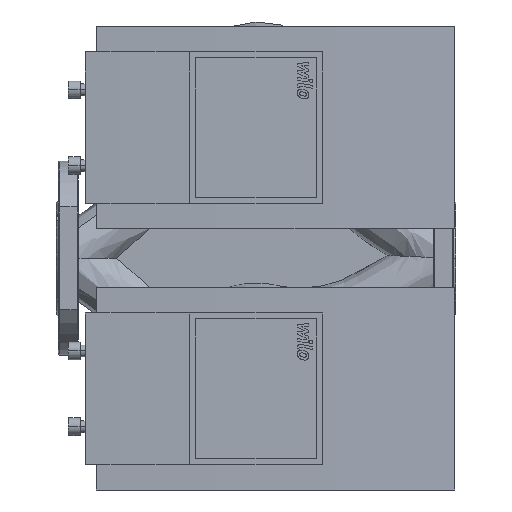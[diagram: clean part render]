
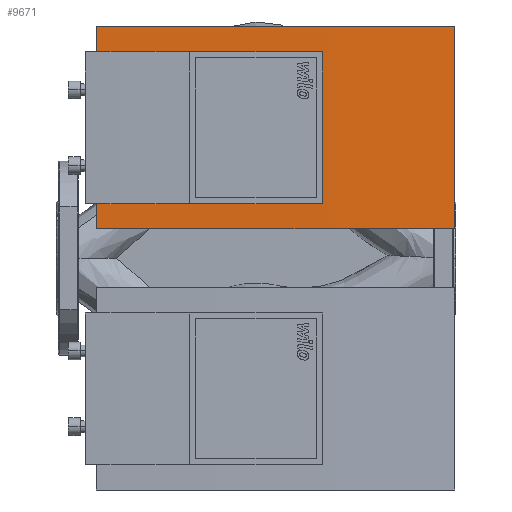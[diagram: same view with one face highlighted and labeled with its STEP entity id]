
A CAD part, front view. The second image highlights one B-rep face of the part: STEP entity #9671.
In plain terms, the highlighted cylindrical face has radius 3491.34 mm (diameter 6982.69 mm), a partial arc.
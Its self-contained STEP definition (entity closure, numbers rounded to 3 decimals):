
#9596=CARTESIAN_POINT('',(339.,-306.919,197.));
#9597=VERTEX_POINT('',#9596);
#9605=CARTESIAN_POINT('',(34.,-306.963,197.0));
#9606=VERTEX_POINT('',#9605);
#9613=CARTESIAN_POINT('',(186.,3181.069,197.));
#9614=DIRECTION('',(0.,0.,-1.0));
#9615=DIRECTION('',(-0.044,0.999,0.));
#9616=AXIS2_PLACEMENT_3D('',#9613,#9614,#9615);
#9617=CIRCLE('',#9616,3491.343);
#9618=EDGE_CURVE('',#9597,#9606,#9617,.T.);
#9628=CARTESIAN_POINT('',(34.,-306.963,25.0));
#9629=VERTEX_POINT('',#9628);
#9636=CARTESIAN_POINT('',(34.,-306.963,25.0));
#9637=DIRECTION('',(0.0,0.0,1.0));
#9638=VECTOR('',#9637,172.0);
#9639=LINE('',#9636,#9638);
#9640=EDGE_CURVE('',#9629,#9606,#9639,.T.);
#9647=CARTESIAN_POINT('',(186.,3181.069,111.));
#9648=DIRECTION('',(0.,0.,-1.0));
#9649=DIRECTION('',(-0.044,0.999,0.));
#9650=AXIS2_PLACEMENT_3D('',#9647,#9648,#9649);
#9651=CYLINDRICAL_SURFACE('',#9650,3491.343);
#9652=CARTESIAN_POINT('',(339.,-306.919,25.));
#9653=VERTEX_POINT('',#9652);
#9654=CARTESIAN_POINT('',(186.,3181.069,25.));
#9655=DIRECTION('',(0.,0.,1.0));
#9656=DIRECTION('',(-0.044,0.999,0.));
#9657=AXIS2_PLACEMENT_3D('',#9654,#9655,#9656);
#9658=CIRCLE('',#9657,3491.343);
#9659=EDGE_CURVE('',#9629,#9653,#9658,.T.);
#9660=ORIENTED_EDGE('',*,*,#9659,.T.);
#9661=CARTESIAN_POINT('',(339.,-306.919,25.));
#9662=DIRECTION('',(0.0,0.0,1.0));
#9663=VECTOR('',#9662,172.0);
#9664=LINE('',#9661,#9663);
#9665=EDGE_CURVE('',#9653,#9597,#9664,.T.);
#9666=ORIENTED_EDGE('',*,*,#9665,.T.);
#9667=ORIENTED_EDGE('',*,*,#9618,.T.);
#9668=ORIENTED_EDGE('',*,*,#9640,.F.);
#9669=EDGE_LOOP('',(#9660,#9666,#9667,#9668));
#9670=FACE_OUTER_BOUND('',#9669,.T.);
#9671=ADVANCED_FACE('',(#9670),#9651,.T.);
